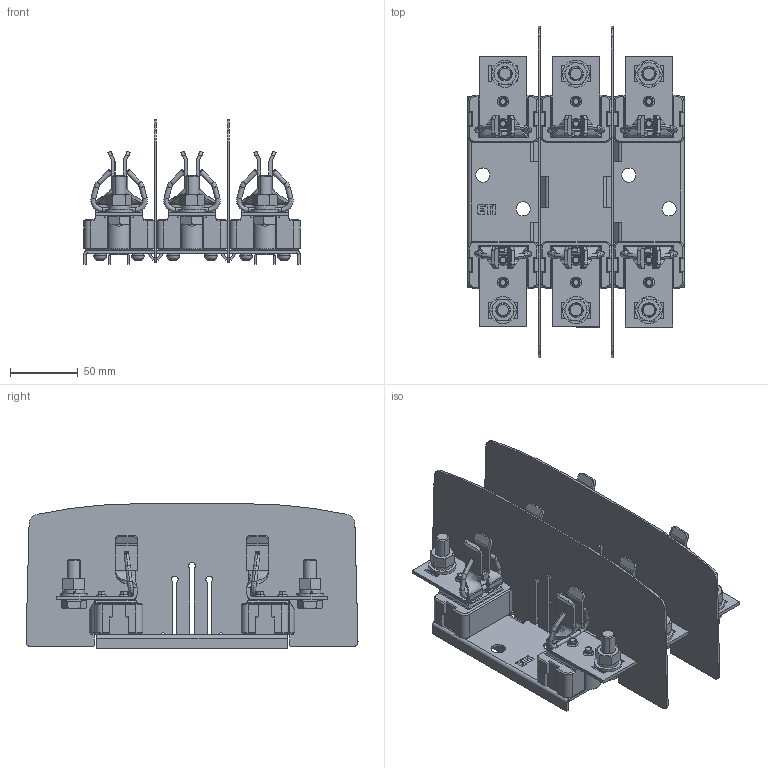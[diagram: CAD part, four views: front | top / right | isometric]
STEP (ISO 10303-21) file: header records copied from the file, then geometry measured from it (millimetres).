
FILE_DESCRIPTION((''),'2;1');
FILE_NAME('004123100_PK1_M10-M10_1P_S_ASM','2023-10-23T11:36:10',('klemen.sitar'),('Audax d.o.o.'),'CREO PARAMETRIC BY PTC INC, 2021304','CREO PARAMETRIC BY PTC INC, 2021304','');
FILE_SCHEMA(('AP242_MANAGED_MODEL_BASED_3D_ENGINEERING_MIM_LF { 1 0 10303 442 1 1 4 }'));
Length unit declared in the file: millimetre
Products named in the file (21): 0000032607_1_1_2_3_1; 0000032604_1_1_2_3_1; 0000032603_1_1_2_3_1; 0000032605_1_1_2_3_1; M8_TOP_ASM; PRT0002; 0000038637_1_1_2_1; 0000038447_1_1_2_3_1; 0000038645_AF0_1_1_2_3_1; 0000038645_AF1_1_1_2_3_1; 0000032808_1_1; 0000032602_1_1; 0000032606_1_1_2_3_4_1; 0000044574_1_1_2_3_1; 0000039208_1_1; 0000032892_AF0_1_1_2_1; 0000032892_AF1_1_1; PRT0115_1; 004132200_PK1_M10-M10_3P_S_ASM; M8_BOT_ASM; 004123100_PK1_M10-M10_1P_S_ASM
Assembly tree (99 placements, depth 3):
  004123100_PK1_M10-M10_1P_S_ASM
    M8_TOP_ASM  x3
      0000032607_1_1_2_3_1
      0000032604_1_1_2_3_1
      0000032603_1_1_2_3_1
      0000032605_1_1_2_3_1
    PRT0002
    004132200_PK1_M10-M10_3P_S_ASM
      0000038637_1_1_2_1  x6
      0000038447_1_1_2_3_1  x6
      0000038645_AF0_1_1_2_3_1  x3
      0000038645_AF1_1_1_2_3_1  x3
      0000032808_1_1  x12
      0000032602_1_1  x24
      0000032606_1_1_2_3_4_1  x12
      0000044574_1_1_2_3_1  x12
      0000039208_1_1  x2
      0000032892_AF0_1_1_2_1
      0000032892_AF1_1_1
      PRT0115_1
    M8_BOT_ASM  x3
      0000032607_1_1_2_3_1
      0000032604_1_1_2_3_1
      0000032603_1_1_2_3_1
      0000032605_1_1_2_3_1
Bounding box: 160.02 x 245.79 x 107 mm (x, y, z)
Volume: 485057.8 mm3; surface area: 313353.4 mm2
Topology: 110 solids, 164 shells, 3193 faces, 8132 edges, 5240 vertices
Faces by surface type: plane 1649, cylinder 908, cone 366, torus 132, bspline 90, sphere 48
Entity records: 45842 total; most frequent: CARTESIAN_POINT 14548, DIRECTION 4005, ORIENTED_EDGE 3486, PRESENTATION_STYLE_ASSIGNMENT 2480, STYLED_ITEM 2480, CURVE_STYLE 1759, EDGE_CURVE 1759, AXIS2_PLACEMENT_3D 1459
